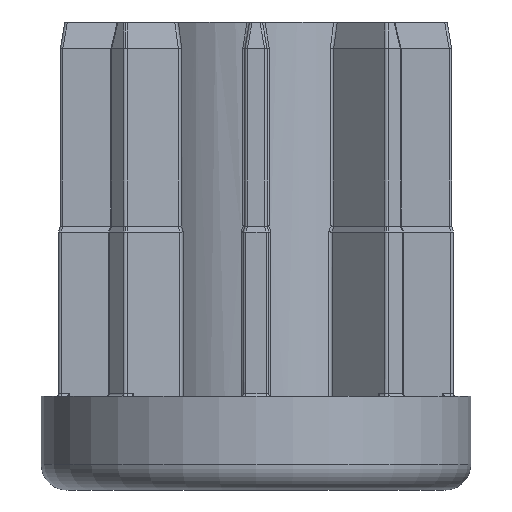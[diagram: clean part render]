
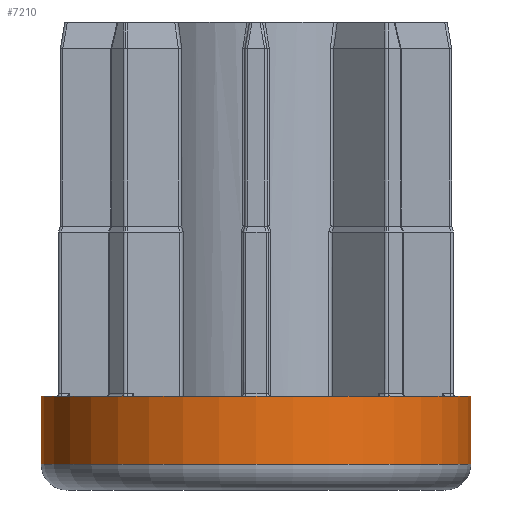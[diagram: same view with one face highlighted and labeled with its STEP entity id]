
A CAD part, front view. The second image highlights one B-rep face of the part: STEP entity #7210.
In plain terms, the highlighted cylindrical face has radius 25.25 mm (diameter 50.5 mm), a partial arc.
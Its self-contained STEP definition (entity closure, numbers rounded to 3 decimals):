
#310 = CARTESIAN_POINT ( 'NONE',  ( 0., 0., 11. ) ) ;
#322 = ORIENTED_EDGE ( 'NONE', *, *, #10006, .T. ) ;
#507 = CARTESIAN_POINT ( 'NONE',  ( -25.25, 0., 11. ) ) ;
#862 = CARTESIAN_POINT ( 'NONE',  ( -25.25, 0., 11. ) ) ;
#1498 = VECTOR ( 'NONE', #10247, 1000. ) ;
#2648 = CIRCLE ( 'NONE', #10052, 25.25 ) ;
#3305 = VERTEX_POINT ( 'NONE', #507 ) ;
#3707 = AXIS2_PLACEMENT_3D ( 'NONE', #4253, #11355, #5275 ) ;
#3932 = CARTESIAN_POINT ( 'NONE',  ( 0., 0., 3. ) ) ;
#4253 = CARTESIAN_POINT ( 'NONE',  ( 0., 0., 11. ) ) ;
#4958 = DIRECTION ( 'NONE',  ( 1., 0., 0. ) ) ;
#5275 = DIRECTION ( 'NONE',  ( 1., 0., 0. ) ) ;
#5421 = VERTEX_POINT ( 'NONE', #7238 ) ;
#5479 = FACE_OUTER_BOUND ( 'NONE', #11138, .T. ) ;
#5565 = ORIENTED_EDGE ( 'NONE', *, *, #6510, .F. ) ;
#5607 = VERTEX_POINT ( 'NONE', #12438 ) ;
#5898 = VERTEX_POINT ( 'NONE', #7000 ) ;
#6028 = ORIENTED_EDGE ( 'NONE', *, *, #6554, .T. ) ;
#6510 = EDGE_CURVE ( 'NONE', #5607, #5421, #12671, .T. ) ;
#6554 = EDGE_CURVE ( 'NONE', #3305, #5898, #11805, .T. ) ;
#6665 = DIRECTION ( 'NONE',  ( -1., 0., 0. ) ) ;
#7000 = CARTESIAN_POINT ( 'NONE',  ( -25.25, 0., 3. ) ) ;
#7210 = ADVANCED_FACE ( 'NONE', ( #5479 ), #7878, .T. ) ;
#7238 = CARTESIAN_POINT ( 'NONE',  ( 25.25, 0., 3. ) ) ;
#7878 = CYLINDRICAL_SURFACE ( 'NONE', #8594, 25.25 ) ;
#8594 = AXIS2_PLACEMENT_3D ( 'NONE', #310, #9702, #6665 ) ;
#8850 = VECTOR ( 'NONE', #13113, 1000. ) ;
#9209 = CARTESIAN_POINT ( 'NONE',  ( 25.25, 0., 11. ) ) ;
#9702 = DIRECTION ( 'NONE',  ( 0., 0., -1. ) ) ;
#10006 = EDGE_CURVE ( 'NONE', #5898, #5421, #2648, .T. ) ;
#10052 = AXIS2_PLACEMENT_3D ( 'NONE', #3932, #11051, #4958 ) ;
#10247 = DIRECTION ( 'NONE',  ( 0., 0., -1. ) ) ;
#11051 = DIRECTION ( 'NONE',  ( 0., 0., 1. ) ) ;
#11135 = CIRCLE ( 'NONE', #3707, 25.25 ) ;
#11138 = EDGE_LOOP ( 'NONE', ( #5565, #12952, #6028, #322 ) ) ;
#11355 = DIRECTION ( 'NONE',  ( 0., 0., 1. ) ) ;
#11481 = EDGE_CURVE ( 'NONE', #3305, #5607, #11135, .T. ) ;
#11805 = LINE ( 'NONE', #862, #8850 ) ;
#12438 = CARTESIAN_POINT ( 'NONE',  ( 25.25, 0., 11. ) ) ;
#12671 = LINE ( 'NONE', #9209, #1498 ) ;
#12952 = ORIENTED_EDGE ( 'NONE', *, *, #11481, .F. ) ;
#13113 = DIRECTION ( 'NONE',  ( 0., 0., -1. ) ) ;
